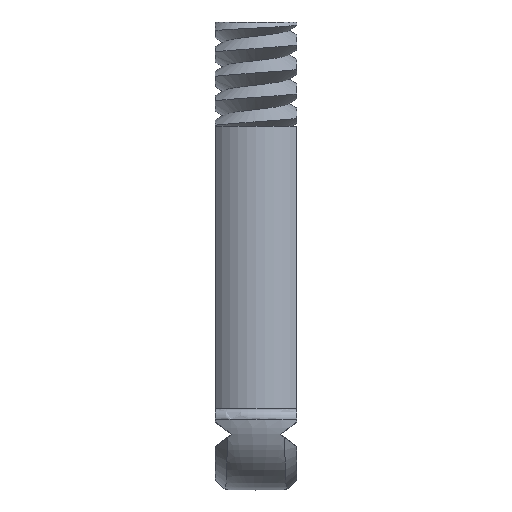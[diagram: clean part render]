
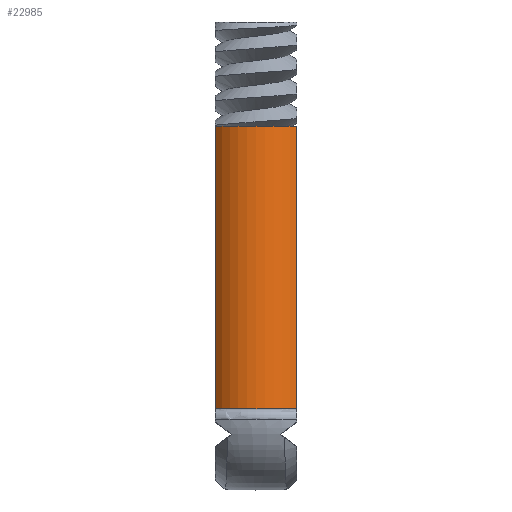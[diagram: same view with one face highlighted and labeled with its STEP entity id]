
A CAD part, left-side view. The second image highlights one B-rep face of the part: STEP entity #22985.
In plain terms, the highlighted cylindrical face has radius 3.35 mm (diameter 6.7 mm), a partial arc.
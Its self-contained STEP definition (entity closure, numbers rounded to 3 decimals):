
#5481 = PLANE('',#5482);
#5482 = AXIS2_PLACEMENT_3D('',#5483,#5484,#5485);
#5483 = CARTESIAN_POINT('',(-12.5,-2.5,200.));
#5484 = DIRECTION('',(0.,1.,0.));
#5485 = DIRECTION('',(-1.,0.,0.));
#6270 = PLANE('',#6271);
#6271 = AXIS2_PLACEMENT_3D('',#6272,#6273,#6274);
#6272 = CARTESIAN_POINT('',(-12.5,2.5,200.));
#6273 = DIRECTION('',(0.,-1.,0.));
#6274 = DIRECTION('',(1.,0.,0.));
#7703 = PLANE('',#7704);
#7704 = AXIS2_PLACEMENT_3D('',#7705,#7706,#7707);
#7705 = CARTESIAN_POINT('',(0.,0.,17.35
    ));
#7706 = DIRECTION('',(0.,0.,-1.));
#7707 = DIRECTION('',(1.,0.,0.));
#7913 = VERTEX_POINT('',#7914);
#7914 = CARTESIAN_POINT('',(-2.23,-2.5,17.35));
#7937 = EDGE_CURVE('',#7913,#7938,#7940,.T.);
#7938 = VERTEX_POINT('',#7939);
#7939 = CARTESIAN_POINT('',(-2.23,-2.5,0.));
#7940 = SURFACE_CURVE('',#7941,(#7945,#7952),.PCURVE_S1.);
#7941 = LINE('',#7942,#7943);
#7942 = CARTESIAN_POINT('',(-2.23,-2.5,17.35));
#7943 = VECTOR('',#7944,1.);
#7944 = DIRECTION('',(0.,0.,-1.));
#7945 = PCURVE('',#5481,#7946);
#7946 = DEFINITIONAL_REPRESENTATION('',(#7947),#7951);
#7947 = LINE('',#7948,#7949);
#7948 = CARTESIAN_POINT('',(-10.27,-182.65));
#7949 = VECTOR('',#7950,1.);
#7950 = DIRECTION('',(0.,-1.));
#7951 = ( GEOMETRIC_REPRESENTATION_CONTEXT(2) 
PARAMETRIC_REPRESENTATION_CONTEXT() REPRESENTATION_CONTEXT('2D SPACE',''
  ) );
#7952 = PCURVE('',#7953,#7958);
#7953 = CYLINDRICAL_SURFACE('',#7954,3.35);
#7954 = AXIS2_PLACEMENT_3D('',#7955,#7956,#7957);
#7955 = CARTESIAN_POINT('',(0.,0.,17.35
    ));
#7956 = DIRECTION('',(0.,0.,-1.));
#7957 = DIRECTION('',(1.,0.,0.));
#7958 = DEFINITIONAL_REPRESENTATION('',(#7959),#7963);
#7959 = LINE('',#7960,#7961);
#7960 = CARTESIAN_POINT('',(2.299,0.));
#7961 = VECTOR('',#7962,1.);
#7962 = DIRECTION('',(0.,1.));
#7963 = ( GEOMETRIC_REPRESENTATION_CONTEXT(2) 
PARAMETRIC_REPRESENTATION_CONTEXT() REPRESENTATION_CONTEXT('2D SPACE',''
  ) );
#7981 = PLANE('',#7982);
#7982 = AXIS2_PLACEMENT_3D('',#7983,#7984,#7985);
#7983 = CARTESIAN_POINT('',(0.,0.,
    0.));
#7984 = DIRECTION('',(0.,0.,-1.));
#7985 = DIRECTION('',(1.,0.,0.));
#21883 = VERTEX_POINT('',#21884);
#21884 = CARTESIAN_POINT('',(-2.23,2.5,17.35));
#21905 = EDGE_CURVE('',#21883,#21906,#21908,.T.);
#21906 = VERTEX_POINT('',#21907);
#21907 = CARTESIAN_POINT('',(-2.23,2.5,0.));
#21908 = SURFACE_CURVE('',#21909,(#21913,#21920),.PCURVE_S1.);
#21909 = LINE('',#21910,#21911);
#21910 = CARTESIAN_POINT('',(-2.23,2.5,17.35));
#21911 = VECTOR('',#21912,1.);
#21912 = DIRECTION('',(0.,0.,-1.));
#21913 = PCURVE('',#6270,#21914);
#21914 = DEFINITIONAL_REPRESENTATION('',(#21915),#21919);
#21915 = LINE('',#21916,#21917);
#21916 = CARTESIAN_POINT('',(10.27,-182.65));
#21917 = VECTOR('',#21918,1.);
#21918 = DIRECTION('',(0.,-1.));
#21919 = ( GEOMETRIC_REPRESENTATION_CONTEXT(2) 
PARAMETRIC_REPRESENTATION_CONTEXT() REPRESENTATION_CONTEXT('2D SPACE',''
  ) );
#21920 = PCURVE('',#7953,#21921);
#21921 = DEFINITIONAL_REPRESENTATION('',(#21922),#21926);
#21922 = LINE('',#21923,#21924);
#21923 = CARTESIAN_POINT('',(3.984,0.));
#21924 = VECTOR('',#21925,1.);
#21925 = DIRECTION('',(0.,1.));
#21926 = ( GEOMETRIC_REPRESENTATION_CONTEXT(2) 
PARAMETRIC_REPRESENTATION_CONTEXT() REPRESENTATION_CONTEXT('2D SPACE',''
  ) );
#22955 = EDGE_CURVE('',#7913,#21883,#22956,.T.);
#22956 = SURFACE_CURVE('',#22957,(#22962,#22969),.PCURVE_S1.);
#22957 = CIRCLE('',#22958,3.35);
#22958 = AXIS2_PLACEMENT_3D('',#22959,#22960,#22961);
#22959 = CARTESIAN_POINT('',(0.,0.,
    17.35));
#22960 = DIRECTION('',(0.,0.,-1.));
#22961 = DIRECTION('',(1.,0.,0.));
#22962 = PCURVE('',#7703,#22963);
#22963 = DEFINITIONAL_REPRESENTATION('',(#22964),#22968);
#22964 = CIRCLE('',#22965,3.35);
#22965 = AXIS2_PLACEMENT_2D('',#22966,#22967);
#22966 = CARTESIAN_POINT('',(0.,0.));
#22967 = DIRECTION('',(1.,0.));
#22968 = ( GEOMETRIC_REPRESENTATION_CONTEXT(2) 
PARAMETRIC_REPRESENTATION_CONTEXT() REPRESENTATION_CONTEXT('2D SPACE',''
  ) );
#22969 = PCURVE('',#7953,#22970);
#22970 = DEFINITIONAL_REPRESENTATION('',(#22971),#22975);
#22971 = LINE('',#22972,#22973);
#22972 = CARTESIAN_POINT('',(0.,0.));
#22973 = VECTOR('',#22974,1.);
#22974 = DIRECTION('',(1.,0.));
#22975 = ( GEOMETRIC_REPRESENTATION_CONTEXT(2) 
PARAMETRIC_REPRESENTATION_CONTEXT() REPRESENTATION_CONTEXT('2D SPACE',''
  ) );
#22985 = ADVANCED_FACE('',(#22986),#7953,.T.);
#22986 = FACE_BOUND('',#22987,.T.);
#22987 = EDGE_LOOP('',(#22988,#22989,#22990,#22991));
#22988 = ORIENTED_EDGE('',*,*,#7937,.F.);
#22989 = ORIENTED_EDGE('',*,*,#22955,.T.);
#22990 = ORIENTED_EDGE('',*,*,#21905,.T.);
#22991 = ORIENTED_EDGE('',*,*,#22992,.F.);
#22992 = EDGE_CURVE('',#7938,#21906,#22993,.T.);
#22993 = SURFACE_CURVE('',#22994,(#22999,#23006),.PCURVE_S1.);
#22994 = CIRCLE('',#22995,3.35);
#22995 = AXIS2_PLACEMENT_3D('',#22996,#22997,#22998);
#22996 = CARTESIAN_POINT('',(0.,0.,
    0.));
#22997 = DIRECTION('',(0.,0.,-1.));
#22998 = DIRECTION('',(1.,0.,0.));
#22999 = PCURVE('',#7953,#23000);
#23000 = DEFINITIONAL_REPRESENTATION('',(#23001),#23005);
#23001 = LINE('',#23002,#23003);
#23002 = CARTESIAN_POINT('',(0.,17.35));
#23003 = VECTOR('',#23004,1.);
#23004 = DIRECTION('',(1.,0.));
#23005 = ( GEOMETRIC_REPRESENTATION_CONTEXT(2) 
PARAMETRIC_REPRESENTATION_CONTEXT() REPRESENTATION_CONTEXT('2D SPACE',''
  ) );
#23006 = PCURVE('',#7981,#23007);
#23007 = DEFINITIONAL_REPRESENTATION('',(#23008),#23012);
#23008 = CIRCLE('',#23009,3.35);
#23009 = AXIS2_PLACEMENT_2D('',#23010,#23011);
#23010 = CARTESIAN_POINT('',(0.,0.));
#23011 = DIRECTION('',(1.,0.));
#23012 = ( GEOMETRIC_REPRESENTATION_CONTEXT(2) 
PARAMETRIC_REPRESENTATION_CONTEXT() REPRESENTATION_CONTEXT('2D SPACE',''
  ) );
